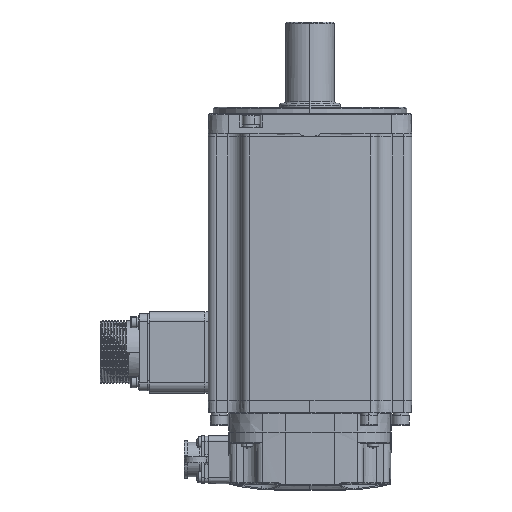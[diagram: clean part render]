
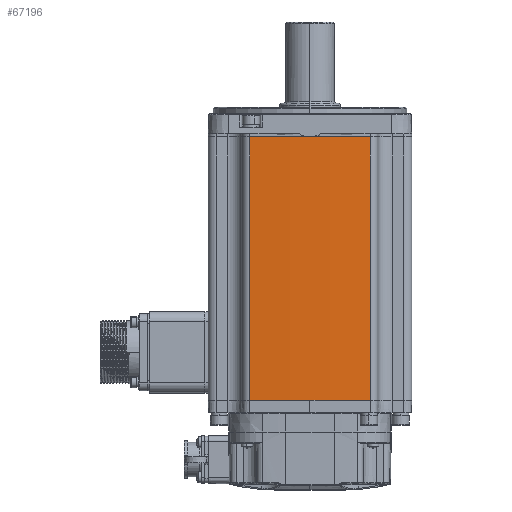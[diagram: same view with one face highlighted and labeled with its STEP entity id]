
A CAD part, left-side view. The second image highlights one B-rep face of the part: STEP entity #67196.
In plain terms, the highlighted cylindrical face has radius 500 mm (diameter 1000 mm), a partial arc.
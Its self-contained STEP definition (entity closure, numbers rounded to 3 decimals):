
#4136 = CARTESIAN_POINT ( 'NONE',  ( -49.121, -29.637, 0. ) ) ;
#4866 = AXIS2_PLACEMENT_3D ( 'NONE', #34523, #78348, #40843 ) ;
#7511 = ORIENTED_EDGE ( 'NONE', *, *, #74095, .T. ) ;
#8140 = CARTESIAN_POINT ( 'NONE',  ( -49.121, 29.637, -129.5 ) ) ;
#9166 = AXIS2_PLACEMENT_3D ( 'NONE', #68533, #49678, #24670 ) ;
#10596 = LINE ( 'NONE', #8140, #75353 ) ;
#11159 = VERTEX_POINT ( 'NONE', #74602 ) ;
#11499 = ORIENTED_EDGE ( 'NONE', *, *, #56979, .T. ) ;
#12981 = ORIENTED_EDGE ( 'NONE', *, *, #39963, .F. ) ;
#13869 = CARTESIAN_POINT ( 'NONE',  ( -49.121, -29.637, -129.5 ) ) ;
#14300 = VERTEX_POINT ( 'NONE', #73890 ) ;
#14449 = DIRECTION ( 'NONE',  ( 0., 0., -1. ) ) ;
#19154 = CIRCLE ( 'NONE', #4866, 500. ) ;
#19855 = VECTOR ( 'NONE', #20212, 1000. ) ;
#20212 = DIRECTION ( 'NONE',  ( 0., 0., 1. ) ) ;
#22686 = CIRCLE ( 'NONE', #32995, 500. ) ;
#24670 = DIRECTION ( 'NONE',  ( 1., 0., 0. ) ) ;
#27144 = VERTEX_POINT ( 'NONE', #46074 ) ;
#32995 = AXIS2_PLACEMENT_3D ( 'NONE', #71302, #33735, #77568 ) ;
#33735 = DIRECTION ( 'NONE',  ( 0., 0., -1. ) ) ;
#34523 = CARTESIAN_POINT ( 'NONE',  ( 450., 0., 0. ) ) ;
#39963 = EDGE_CURVE ( 'NONE', #14300, #27144, #22686, .T. ) ;
#40843 = DIRECTION ( 'NONE',  ( 1., 0., 0. ) ) ;
#44692 = ORIENTED_EDGE ( 'NONE', *, *, #61432, .T. ) ;
#46074 = CARTESIAN_POINT ( 'NONE',  ( -49.121, 29.637, -129.5 ) ) ;
#49340 = LINE ( 'NONE', #13869, #19855 ) ;
#49678 = DIRECTION ( 'NONE',  ( 0., 0., 1. ) ) ;
#56979 = EDGE_CURVE ( 'NONE', #11159, #27144, #10596, .T. ) ;
#61432 = EDGE_CURVE ( 'NONE', #14300, #79423, #49340, .T. ) ;
#62945 = FACE_OUTER_BOUND ( 'NONE', #76968, .T. ) ;
#67196 = ADVANCED_FACE ( 'NONE', ( #62945 ), #75668, .T. ) ;
#68533 = CARTESIAN_POINT ( 'NONE',  ( 450., 0., -129.5 ) ) ;
#71302 = CARTESIAN_POINT ( 'NONE',  ( 450., 0., -129.5 ) ) ;
#73890 = CARTESIAN_POINT ( 'NONE',  ( -49.121, -29.637, -129.5 ) ) ;
#74095 = EDGE_CURVE ( 'NONE', #79423, #11159, #19154, .T. ) ;
#74602 = CARTESIAN_POINT ( 'NONE',  ( -49.121, 29.637, 0. ) ) ;
#75353 = VECTOR ( 'NONE', #14449, 1000. ) ;
#75668 = CYLINDRICAL_SURFACE ( 'NONE', #9166, 500. ) ;
#76968 = EDGE_LOOP ( 'NONE', ( #12981, #44692, #7511, #11499 ) ) ;
#77568 = DIRECTION ( 'NONE',  ( 1., 0., 0. ) ) ;
#78348 = DIRECTION ( 'NONE',  ( 0., 0., -1. ) ) ;
#79423 = VERTEX_POINT ( 'NONE', #4136 ) ;
